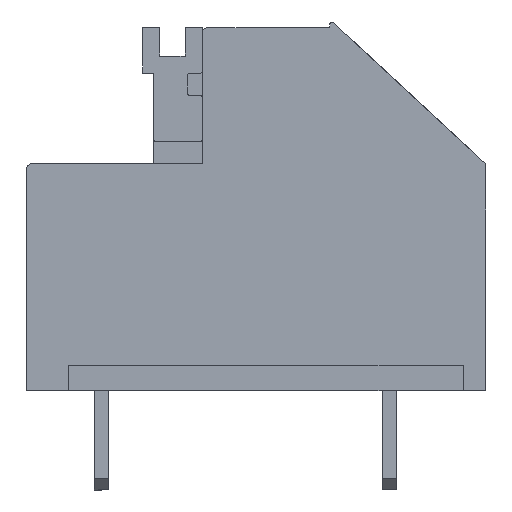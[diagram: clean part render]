
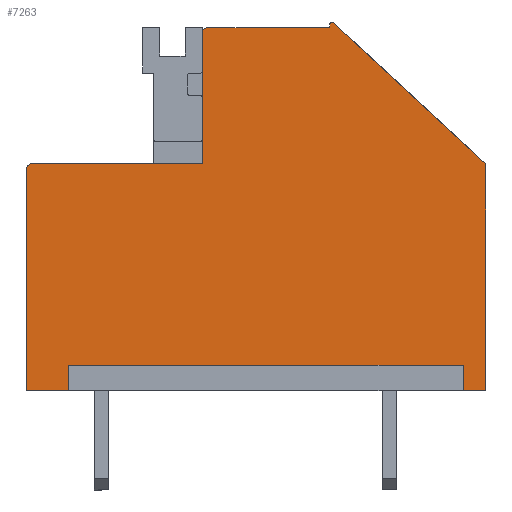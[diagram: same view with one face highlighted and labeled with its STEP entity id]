
A CAD part, front view. The second image highlights one B-rep face of the part: STEP entity #7263.
In plain terms, the highlighted planar face has unit normal (0, -1, 0).
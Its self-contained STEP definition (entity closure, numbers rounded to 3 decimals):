
#160=CIRCLE('',#7736,0.1);
#161=CIRCLE('',#7737,0.2);
#162=CIRCLE('',#7738,0.2);
#650=ORIENTED_EDGE('',*,*,#2688,.T.);
#651=ORIENTED_EDGE('',*,*,#2459,.T.);
#652=ORIENTED_EDGE('',*,*,#2428,.F.);
#653=ORIENTED_EDGE('',*,*,#2564,.F.);
#654=ORIENTED_EDGE('',*,*,#2554,.F.);
#655=ORIENTED_EDGE('',*,*,#2689,.T.);
#656=ORIENTED_EDGE('',*,*,#2682,.F.);
#657=ORIENTED_EDGE('',*,*,#2680,.F.);
#658=ORIENTED_EDGE('',*,*,#2690,.T.);
#659=ORIENTED_EDGE('',*,*,#2673,.F.);
#660=ORIENTED_EDGE('',*,*,#2584,.F.);
#661=ORIENTED_EDGE('',*,*,#2691,.T.);
#662=ORIENTED_EDGE('',*,*,#2664,.F.);
#663=ORIENTED_EDGE('',*,*,#2442,.F.);
#664=ORIENTED_EDGE('',*,*,#2692,.T.);
#2428=EDGE_CURVE('',#3492,#3493,#4195,.T.);
#2442=EDGE_CURVE('',#3505,#3506,#4209,.T.);
#2459=EDGE_CURVE('',#3520,#3493,#4226,.T.);
#2554=EDGE_CURVE('',#3596,#3597,#4313,.T.);
#2564=EDGE_CURVE('',#3597,#3492,#4323,.T.);
#2584=EDGE_CURVE('',#3620,#3621,#4342,.T.);
#2664=EDGE_CURVE('',#3506,#3677,#4415,.T.);
#2673=EDGE_CURVE('',#3621,#3682,#4424,.T.);
#2680=EDGE_CURVE('',#3687,#3688,#4431,.T.);
#2682=EDGE_CURVE('',#3688,#3689,#4433,.T.);
#2688=EDGE_CURVE('',#3691,#3520,#4436,.T.);
#2689=EDGE_CURVE('',#3596,#3689,#160,.F.);
#2690=EDGE_CURVE('',#3687,#3682,#161,.F.);
#2691=EDGE_CURVE('',#3620,#3677,#162,.F.);
#2692=EDGE_CURVE('',#3505,#3691,#4437,.T.);
#3492=VERTEX_POINT('',#10242);
#3493=VERTEX_POINT('',#10244);
#3505=VERTEX_POINT('',#10270);
#3506=VERTEX_POINT('',#10272);
#3520=VERTEX_POINT('',#10304);
#3596=VERTEX_POINT('',#10495);
#3597=VERTEX_POINT('',#10496);
#3620=VERTEX_POINT('',#10550);
#3621=VERTEX_POINT('',#10552);
#3677=VERTEX_POINT('',#10709);
#3682=VERTEX_POINT('',#10724);
#3687=VERTEX_POINT('',#10736);
#3688=VERTEX_POINT('',#10738);
#3689=VERTEX_POINT('',#10742);
#3691=VERTEX_POINT('',#10752);
#4195=LINE('',#10243,#5106);
#4209=LINE('',#10271,#5120);
#4226=LINE('',#10303,#5137);
#4313=LINE('',#10494,#5224);
#4323=LINE('',#10513,#5234);
#4342=LINE('',#10551,#5253);
#4415=LINE('',#10708,#5326);
#4424=LINE('',#10723,#5335);
#4431=LINE('',#10737,#5342);
#4433=LINE('',#10741,#5344);
#4436=LINE('',#10751,#5347);
#4437=LINE('',#10756,#5348);
#5106=VECTOR('',#8228,1000.);
#5120=VECTOR('',#8244,1000.);
#5137=VECTOR('',#8263,1000.);
#5224=VECTOR('',#8406,1000.);
#5234=VECTOR('',#8418,1000.);
#5253=VECTOR('',#8441,1000.);
#5326=VECTOR('',#8570,1000.);
#5335=VECTOR('',#8581,1000.);
#5342=VECTOR('',#8590,1000.);
#5344=VECTOR('',#8594,1000.);
#5347=VECTOR('',#8607,1000.);
#5348=VECTOR('',#8614,1000.);
#6072=EDGE_LOOP('',(#650,#651,#652,#653,#654,#655,#656,#657,#658,#659,#660,
#661,#662,#663,#664));
#6517=FACE_BOUND('',#6072,.T.);
#6946=PLANE('',#7735);
#7263=ADVANCED_FACE('',(#6517),#6946,.F.);
#7735=AXIS2_PLACEMENT_3D('',#10750,#8605,#8606);
#7736=AXIS2_PLACEMENT_3D('',#10753,#8608,#8609);
#7737=AXIS2_PLACEMENT_3D('',#10754,#8610,#8611);
#7738=AXIS2_PLACEMENT_3D('',#10755,#8612,#8613);
#8228=DIRECTION('',(-1.,0.,0.));
#8244=DIRECTION('',(-1.,0.,0.));
#8263=DIRECTION('',(0.,0.,-1.));
#8406=DIRECTION('',(0.734,0.,-0.679));
#8418=DIRECTION('',(0.,0.,-1.));
#8441=DIRECTION('',(1.,0.,0.));
#8570=DIRECTION('',(0.,0.,1.));
#8581=DIRECTION('',(0.,0.,1.));
#8590=DIRECTION('',(1.,0.,0.));
#8594=DIRECTION('',(0.,0.,1.));
#8605=DIRECTION('',(0.,1.,0.));
#8606=DIRECTION('',(0.,0.,1.));
#8607=DIRECTION('',(1.,0.,0.));
#8608=DIRECTION('',(0.,1.,0.));
#8609=DIRECTION('',(0.,0.,1.));
#8610=DIRECTION('',(0.,1.,0.));
#8611=DIRECTION('',(0.,0.,1.));
#8612=DIRECTION('',(0.,1.,0.));
#8613=DIRECTION('',(0.,0.,1.));
#8614=DIRECTION('',(0.,0.,1.));
#10242=CARTESIAN_POINT('',(16.2,0.,0.));
#10243=CARTESIAN_POINT('',(16.2,0.,0.));
#10244=CARTESIAN_POINT('',(15.4,0.,0.));
#10270=CARTESIAN_POINT('',(1.5,0.,0.));
#10271=CARTESIAN_POINT('',(16.2,0.,0.));
#10272=CARTESIAN_POINT('',(0.,0.,0.));
#10303=CARTESIAN_POINT('',(15.4,0.,0.9));
#10304=CARTESIAN_POINT('',(15.4,0.,0.9));
#10494=CARTESIAN_POINT('',(10.8,0.,13.));
#10495=CARTESIAN_POINT('',(10.8,0.,13.));
#10496=CARTESIAN_POINT('',(16.2,0.,8.));
#10513=CARTESIAN_POINT('',(16.2,0.,8.));
#10550=CARTESIAN_POINT('',(0.2,0.,8.));
#10551=CARTESIAN_POINT('',(0.,0.,8.));
#10552=CARTESIAN_POINT('',(6.2,0.,8.));
#10708=CARTESIAN_POINT('',(0.,0.,0.));
#10709=CARTESIAN_POINT('',(0.,0.,7.8));
#10723=CARTESIAN_POINT('',(6.2,0.,8.));
#10724=CARTESIAN_POINT('',(6.2,0.,12.6));
#10736=CARTESIAN_POINT('',(6.4,0.,12.8));
#10737=CARTESIAN_POINT('',(6.2,0.,12.8));
#10738=CARTESIAN_POINT('',(10.7,0.,12.8));
#10741=CARTESIAN_POINT('',(10.7,0.,12.8));
#10742=CARTESIAN_POINT('',(10.7,0.,12.9));
#10750=CARTESIAN_POINT('',(0.,0.,0.));
#10751=CARTESIAN_POINT('',(1.5,0.,0.9));
#10752=CARTESIAN_POINT('',(1.5,0.,0.9));
#10753=CARTESIAN_POINT('',(10.8,0.,12.9));
#10754=CARTESIAN_POINT('',(6.4,0.,12.6));
#10755=CARTESIAN_POINT('',(0.2,0.,7.8));
#10756=CARTESIAN_POINT('',(1.5,0.,0.));
